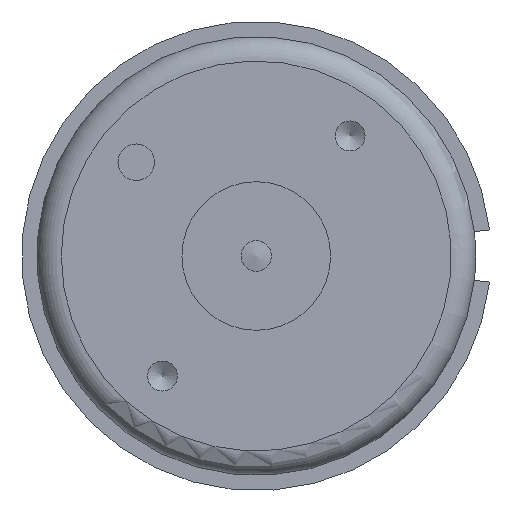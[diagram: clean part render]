
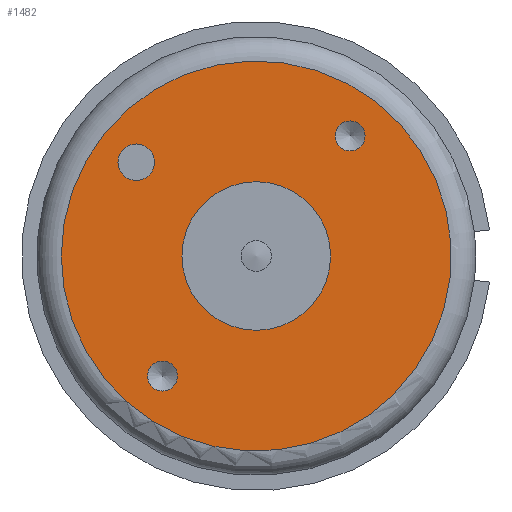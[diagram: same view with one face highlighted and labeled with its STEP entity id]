
A CAD part, front view. The second image highlights one B-rep face of the part: STEP entity #1482.
In plain terms, the highlighted planar face has unit normal (0, -1, 0).
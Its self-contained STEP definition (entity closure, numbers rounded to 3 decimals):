
#94=CARTESIAN_POINT('',(-8.35,0.0,7.696));
#95=VERTEX_POINT('',#94);
#96=CARTESIAN_POINT('',(-9.85,0.0,7.696));
#97=DIRECTION('',(0.0,1.0,0.0));
#98=DIRECTION('',(1.0,0.0,0.0));
#99=AXIS2_PLACEMENT_3D('',#96,#97,#98);
#100=CIRCLE('',#99,1.5);
#101=EDGE_CURVE('',#95,#95,#100,.T.);
#1177=CARTESIAN_POINT('',(-6.466,0.0,-9.85));
#1178=VERTEX_POINT('',#1177);
#1179=CARTESIAN_POINT('',(-7.696,0.0,-9.85));
#1180=DIRECTION('',(0.0,1.0,0.0));
#1181=DIRECTION('',(1.0,0.0,0.0));
#1182=AXIS2_PLACEMENT_3D('',#1179,#1180,#1181);
#1183=CIRCLE('',#1182,1.23);
#1184=EDGE_CURVE('',#1178,#1178,#1183,.T.);
#1256=CARTESIAN_POINT('',(8.925,0.0,9.85));
#1257=VERTEX_POINT('',#1256);
#1258=CARTESIAN_POINT('',(7.696,0.0,9.85));
#1259=DIRECTION('',(0.0,1.0,0.0));
#1260=DIRECTION('',(1.0,0.0,0.0));
#1261=AXIS2_PLACEMENT_3D('',#1258,#1259,#1260);
#1262=CIRCLE('',#1261,1.23);
#1263=EDGE_CURVE('',#1257,#1257,#1262,.T.);
#1396=CARTESIAN_POINT('',(6.1,0.0,0.));
#1397=VERTEX_POINT('',#1396);
#1398=CARTESIAN_POINT('',(0.0,0.0,0.0));
#1399=DIRECTION('',(0.0,1.0,0.0));
#1400=DIRECTION('',(-1.0,0.0,0.0));
#1401=AXIS2_PLACEMENT_3D('',#1398,#1399,#1400);
#1402=CIRCLE('',#1401,6.1);
#1403=EDGE_CURVE('',#1397,#1397,#1402,.T.);
#1435=CARTESIAN_POINT('',(-16.0,0.0,0.));
#1436=VERTEX_POINT('',#1435);
#1437=CARTESIAN_POINT('',(0.0,0.0,0.0));
#1438=DIRECTION('',(0.0,1.0,0.0));
#1439=DIRECTION('',(1.0,0.0,0.0));
#1440=AXIS2_PLACEMENT_3D('',#1437,#1438,#1439);
#1441=CIRCLE('',#1440,16.0);
#1442=EDGE_CURVE('',#1436,#1436,#1441,.T.);
#1462=CARTESIAN_POINT('',(0.0,0.0,0.0));
#1463=DIRECTION('',(0.0,-1.0,0.0));
#1464=DIRECTION('',(0.0,0.0,-1.0));
#1465=AXIS2_PLACEMENT_3D('',#1462,#1463,#1464);
#1466=PLANE('',#1465);
#1467=ORIENTED_EDGE('',*,*,#1442,.F.);
#1468=EDGE_LOOP('',(#1467));
#1469=FACE_OUTER_BOUND('',#1468,.T.);
#1470=ORIENTED_EDGE('',*,*,#101,.T.);
#1471=EDGE_LOOP('',(#1470));
#1472=FACE_BOUND('',#1471,.T.);
#1473=ORIENTED_EDGE('',*,*,#1184,.T.);
#1474=EDGE_LOOP('',(#1473));
#1475=FACE_BOUND('',#1474,.T.);
#1476=ORIENTED_EDGE('',*,*,#1263,.T.);
#1477=EDGE_LOOP('',(#1476));
#1478=FACE_BOUND('',#1477,.T.);
#1479=ORIENTED_EDGE('',*,*,#1403,.T.);
#1480=EDGE_LOOP('',(#1479));
#1481=FACE_BOUND('',#1480,.T.);
#1482=ADVANCED_FACE('',(#1469,#1472,#1475,#1478,#1481),#1466,.T.);
